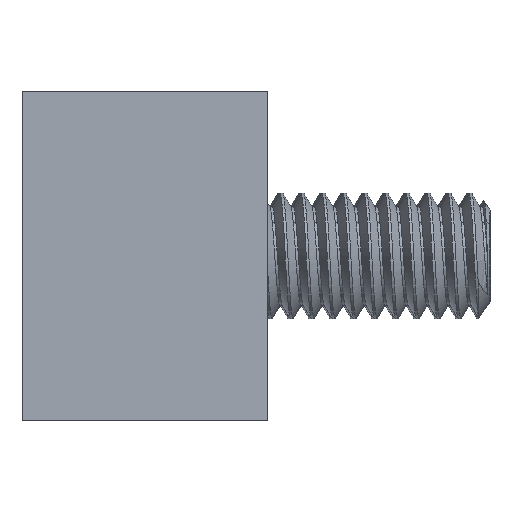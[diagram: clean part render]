
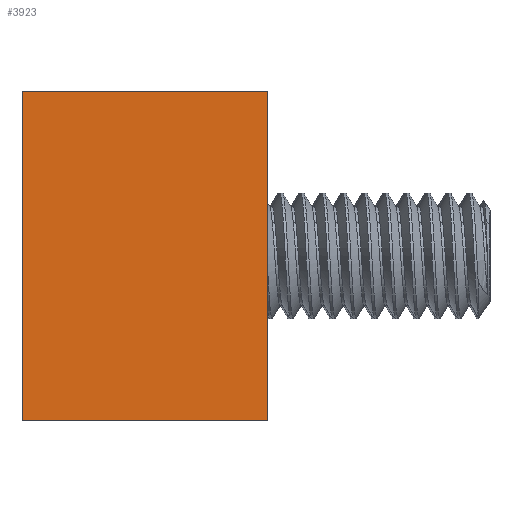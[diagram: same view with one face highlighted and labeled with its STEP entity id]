
A CAD part, left-side view. The second image highlights one B-rep face of the part: STEP entity #3923.
In plain terms, the highlighted planar face has unit normal (-1, 0, 0).
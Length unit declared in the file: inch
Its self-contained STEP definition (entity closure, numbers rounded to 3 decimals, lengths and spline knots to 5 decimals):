
#230 = EDGE_CURVE ( 'NONE', #4230, #1689, #4075, .T. ) ;
#251 = DIRECTION ( 'NONE',  ( 0., 1., 0. ) ) ;
#321 = ORIENTED_EDGE ( 'NONE', *, *, #2190, .F. ) ;
#846 = LINE ( 'NONE', #5112, #5031 ) ;
#1075 = CARTESIAN_POINT ( 'NONE',  ( 0., 0., -0.97992 ) ) ;
#1159 = ORIENTED_EDGE ( 'NONE', *, *, #1809, .T. ) ;
#1365 = CARTESIAN_POINT ( 'NONE',  ( 0., 0., -0.97992 ) ) ;
#1444 = CARTESIAN_POINT ( 'NONE',  ( 0., 0.72992, 0. ) ) ;
#1689 = VERTEX_POINT ( 'NONE', #1365 ) ;
#1722 = CARTESIAN_POINT ( 'NONE',  ( 0., 0.72992, -0.97992 ) ) ;
#1809 = EDGE_CURVE ( 'NONE', #4230, #2101, #846, .T. ) ;
#1814 = DIRECTION ( 'NONE',  ( 0., 0., 1. ) ) ;
#1882 = DIRECTION ( 'NONE',  ( 0., 1., 0. ) ) ;
#2101 = VERTEX_POINT ( 'NONE', #2219 ) ;
#2190 = EDGE_CURVE ( 'NONE', #1689, #4308, #2441, .T. ) ;
#2219 = CARTESIAN_POINT ( 'NONE',  ( 0., 0.72992, 0. ) ) ;
#2302 = VECTOR ( 'NONE', #1882, 39.37008 ) ;
#2310 = LINE ( 'NONE', #1444, #4316 ) ;
#2410 = ORIENTED_EDGE ( 'NONE', *, *, #5028, .T. ) ;
#2441 = LINE ( 'NONE', #1075, #2302 ) ;
#2510 = CARTESIAN_POINT ( 'NONE',  ( 0., 0., 0. ) ) ;
#2620 = PLANE ( 'NONE',  #2708 ) ;
#2632 = FACE_OUTER_BOUND ( 'NONE', #2929, .T. ) ;
#2708 = AXIS2_PLACEMENT_3D ( 'NONE', #3435, #4229, #1814 ) ;
#2929 = EDGE_LOOP ( 'NONE', ( #1159, #2410, #321, #4641 ) ) ;
#3340 = CARTESIAN_POINT ( 'NONE',  ( 0., 0., 0. ) ) ;
#3435 = CARTESIAN_POINT ( 'NONE',  ( 0., 0., 0. ) ) ;
#3724 = DIRECTION ( 'NONE',  ( 0., 0., -1. ) ) ;
#3879 = DIRECTION ( 'NONE',  ( 0., 0., -1. ) ) ;
#3923 = ADVANCED_FACE ( 'NONE', ( #2632 ), #2620, .T. ) ;
#4075 = LINE ( 'NONE', #3340, #4910 ) ;
#4229 = DIRECTION ( 'NONE',  ( -1., 0., 0. ) ) ;
#4230 = VERTEX_POINT ( 'NONE', #2510 ) ;
#4308 = VERTEX_POINT ( 'NONE', #1722 ) ;
#4316 = VECTOR ( 'NONE', #3879, 39.37008 ) ;
#4641 = ORIENTED_EDGE ( 'NONE', *, *, #230, .F. ) ;
#4910 = VECTOR ( 'NONE', #3724, 39.37008 ) ;
#5028 = EDGE_CURVE ( 'NONE', #2101, #4308, #2310, .T. ) ;
#5031 = VECTOR ( 'NONE', #251, 39.37008 ) ;
#5112 = CARTESIAN_POINT ( 'NONE',  ( 0., 0., 0. ) ) ;
